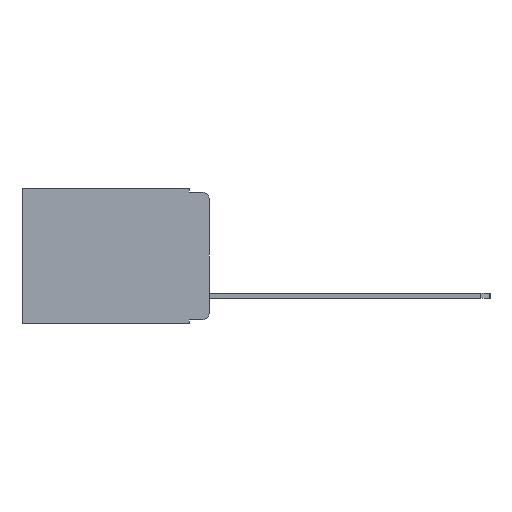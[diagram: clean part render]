
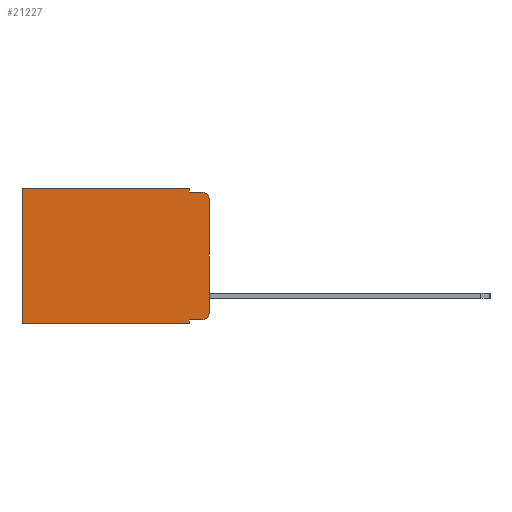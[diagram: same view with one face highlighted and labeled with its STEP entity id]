
A CAD part, left-side view. The second image highlights one B-rep face of the part: STEP entity #21227.
In plain terms, the highlighted planar face has unit normal (-1, 0, 0).
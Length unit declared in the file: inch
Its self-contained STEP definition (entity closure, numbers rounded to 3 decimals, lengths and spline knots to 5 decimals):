
#292 = CARTESIAN_POINT ( 'NONE',  ( 0.298, 0.051, 0. ) ) ;
#373 = CARTESIAN_POINT ( 'NONE',  ( 0.298, 0., 0. ) ) ;
#584 = VECTOR ( 'NONE', #15785, 39.37008 ) ;
#604 = AXIS2_PLACEMENT_3D ( 'NONE', #17887, #7870, #19488 ) ;
#1116 = CARTESIAN_POINT ( 'NONE',  ( 0.298, 0.473, 0. ) ) ;
#1225 = VECTOR ( 'NONE', #12562, 39.37008 ) ;
#2170 = CARTESIAN_POINT ( 'NONE',  ( 0.298, 0., -0.313 ) ) ;
#2305 = DIRECTION ( 'NONE',  ( 0., 0., -1. ) ) ;
#2378 = PLANE ( 'NONE',  #21274 ) ;
#2446 = EDGE_CURVE ( 'NONE', #14525, #19543, #8255, .T. ) ;
#3491 = EDGE_CURVE ( 'NONE', #19233, #18627, #19078, .T. ) ;
#3587 = VECTOR ( 'NONE', #19600, 39.37008 ) ;
#3759 = CARTESIAN_POINT ( 'NONE',  ( 0.298, 0.051, -0.343 ) ) ;
#3781 = CARTESIAN_POINT ( 'NONE',  ( 0.298, 0., 0. ) ) ;
#3847 = ORIENTED_EDGE ( 'NONE', *, *, #3491, .F. ) ;
#4164 = ORIENTED_EDGE ( 'NONE', *, *, #6877, .T. ) ;
#4166 = ORIENTED_EDGE ( 'NONE', *, *, #8981, .T. ) ;
#4229 = DIRECTION ( 'NONE',  ( 0., 0., -1. ) ) ;
#4555 = CARTESIAN_POINT ( 'NONE',  ( 0.298, 0.051, -0.333 ) ) ;
#4886 = LINE ( 'NONE', #11368, #17365 ) ;
#4996 = LINE ( 'NONE', #3781, #584 ) ;
#5733 = CIRCLE ( 'NONE', #604, 0.02 ) ;
#5829 = VERTEX_POINT ( 'NONE', #12783 ) ;
#5951 = VERTEX_POINT ( 'NONE', #21247 ) ;
#6347 = EDGE_LOOP ( 'NONE', ( #12516, #10169, #11226, #11729, #4164, #8504, #10032, #3847, #10899, #4166 ) ) ;
#6877 = EDGE_CURVE ( 'NONE', #17147, #11212, #4996, .T. ) ;
#7604 = CARTESIAN_POINT ( 'NONE',  ( 0.298, 0.051, -0.01 ) ) ;
#7870 = DIRECTION ( 'NONE',  ( -1., 0., 0. ) ) ;
#7881 = VERTEX_POINT ( 'NONE', #16564 ) ;
#8243 = EDGE_CURVE ( 'NONE', #7881, #16968, #8318, .T. ) ;
#8255 = LINE ( 'NONE', #7604, #21422 ) ;
#8318 = LINE ( 'NONE', #13069, #3587 ) ;
#8504 = ORIENTED_EDGE ( 'NONE', *, *, #17627, .T. ) ;
#8981 = EDGE_CURVE ( 'NONE', #5829, #16968, #20159, .T. ) ;
#9457 = DIRECTION ( 'NONE',  ( 1., 0., 0. ) ) ;
#9460 = EDGE_CURVE ( 'NONE', #7881, #19543, #5733, .T. ) ;
#9520 = EDGE_CURVE ( 'NONE', #19233, #5829, #13304, .T. ) ;
#9847 = DIRECTION ( 'NONE',  ( 0., -1., 0. ) ) ;
#9950 = DIRECTION ( 'NONE',  ( -1., 0., 0. ) ) ;
#10032 = ORIENTED_EDGE ( 'NONE', *, *, #14327, .F. ) ;
#10169 = ORIENTED_EDGE ( 'NONE', *, *, #9460, .T. ) ;
#10336 = VECTOR ( 'NONE', #2305, 39.37008 ) ;
#10760 = LINE ( 'NONE', #17528, #1225 ) ;
#10899 = ORIENTED_EDGE ( 'NONE', *, *, #9520, .T. ) ;
#11082 = VECTOR ( 'NONE', #13507, 39.37008 ) ;
#11212 = VERTEX_POINT ( 'NONE', #21425 ) ;
#11226 = ORIENTED_EDGE ( 'NONE', *, *, #2446, .F. ) ;
#11368 = CARTESIAN_POINT ( 'NONE',  ( 0.298, 0., -0.343 ) ) ;
#11729 = ORIENTED_EDGE ( 'NONE', *, *, #21114, .F. ) ;
#12516 = ORIENTED_EDGE ( 'NONE', *, *, #8243, .F. ) ;
#12562 = DIRECTION ( 'NONE',  ( 0., 0., -1. ) ) ;
#12783 = CARTESIAN_POINT ( 'NONE',  ( 0.298, 0.02, -0.333 ) ) ;
#13069 = CARTESIAN_POINT ( 'NONE',  ( 0.298, 0., 0. ) ) ;
#13304 = LINE ( 'NONE', #4555, #17136 ) ;
#13507 = DIRECTION ( 'NONE',  ( 0., 0., -1. ) ) ;
#14327 = EDGE_CURVE ( 'NONE', #18627, #5951, #4886, .T. ) ;
#14525 = VERTEX_POINT ( 'NONE', #21633 ) ;
#14531 = AXIS2_PLACEMENT_3D ( 'NONE', #19794, #9950, #21437 ) ;
#15785 = DIRECTION ( 'NONE',  ( 0., 1., 0. ) ) ;
#16314 = CARTESIAN_POINT ( 'NONE',  ( 0.298, 0.051, 0. ) ) ;
#16564 = CARTESIAN_POINT ( 'NONE',  ( 0.298, 0., -0.03 ) ) ;
#16968 = VERTEX_POINT ( 'NONE', #2170 ) ;
#17136 = VECTOR ( 'NONE', #9847, 39.37008 ) ;
#17147 = VERTEX_POINT ( 'NONE', #16314 ) ;
#17365 = VECTOR ( 'NONE', #21073, 39.37008 ) ;
#17528 = CARTESIAN_POINT ( 'NONE',  ( 0.298, 0.051, 0. ) ) ;
#17627 = EDGE_CURVE ( 'NONE', #11212, #5951, #20286, .T. ) ;
#17887 = CARTESIAN_POINT ( 'NONE',  ( 0.298, 0.02, -0.03 ) ) ;
#18627 = VERTEX_POINT ( 'NONE', #3759 ) ;
#18736 = CARTESIAN_POINT ( 'NONE',  ( 0.298, 0.051, -0.333 ) ) ;
#19078 = LINE ( 'NONE', #292, #10336 ) ;
#19233 = VERTEX_POINT ( 'NONE', #18736 ) ;
#19248 = DIRECTION ( 'NONE',  ( 0., -1., 0. ) ) ;
#19488 = DIRECTION ( 'NONE',  ( 0., 0., -1. ) ) ;
#19543 = VERTEX_POINT ( 'NONE', #21062 ) ;
#19600 = DIRECTION ( 'NONE',  ( 0., 0., -1. ) ) ;
#19794 = CARTESIAN_POINT ( 'NONE',  ( 0.298, 0.02, -0.313 ) ) ;
#20159 = CIRCLE ( 'NONE', #14531, 0.02 ) ;
#20286 = LINE ( 'NONE', #1116, #11082 ) ;
#21062 = CARTESIAN_POINT ( 'NONE',  ( 0.298, 0.02, -0.01 ) ) ;
#21073 = DIRECTION ( 'NONE',  ( 0., 1., 0. ) ) ;
#21114 = EDGE_CURVE ( 'NONE', #17147, #14525, #10760, .T. ) ;
#21227 = ADVANCED_FACE ( 'NONE', ( #21777 ), #2378, .F. ) ;
#21247 = CARTESIAN_POINT ( 'NONE',  ( 0.298, 0.473, -0.343 ) ) ;
#21274 = AXIS2_PLACEMENT_3D ( 'NONE', #373, #9457, #4229 ) ;
#21422 = VECTOR ( 'NONE', #19248, 39.37008 ) ;
#21425 = CARTESIAN_POINT ( 'NONE',  ( 0.298, 0.473, 0. ) ) ;
#21437 = DIRECTION ( 'NONE',  ( 0., 0., -1. ) ) ;
#21633 = CARTESIAN_POINT ( 'NONE',  ( 0.298, 0.051, -0.01 ) ) ;
#21777 = FACE_OUTER_BOUND ( 'NONE', #6347, .T. ) ;
